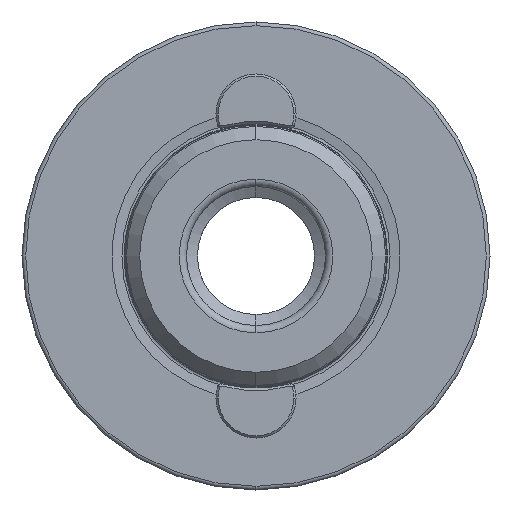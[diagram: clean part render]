
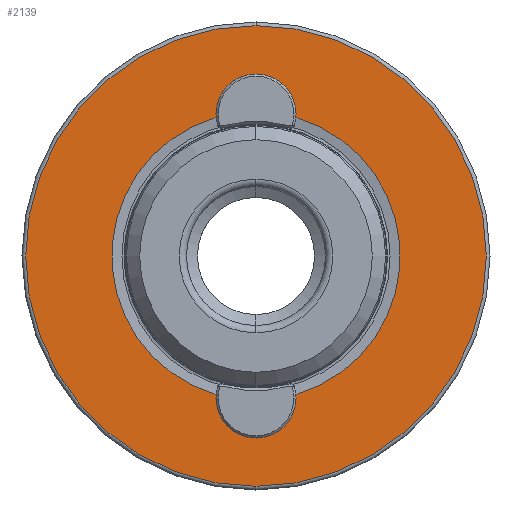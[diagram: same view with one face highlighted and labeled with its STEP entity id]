
A CAD part, left-side view. The second image highlights one B-rep face of the part: STEP entity #2139.
In plain terms, the highlighted planar face has unit normal (-1, 0, 0).
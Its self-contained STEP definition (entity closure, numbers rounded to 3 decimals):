
#25 = ORIENTED_EDGE ( 'NONE', *, *, #5017, .T. ) ;
#34 = VERTEX_POINT ( 'NONE', #3927 ) ;
#206 = AXIS2_PLACEMENT_3D ( 'NONE', #3324, #3300, #3028 ) ;
#372 = EDGE_CURVE ( 'NONE', #34, #2324, #2761, .T. ) ;
#379 = CARTESIAN_POINT ( 'NONE',  ( 0., -2.305, -19.58 ) ) ;
#662 = CARTESIAN_POINT ( 'NONE',  ( 0., 2.305, -19.58 ) ) ;
#848 = CARTESIAN_POINT ( 'NONE',  ( 0., 0., -31.5 ) ) ;
#980 = EDGE_LOOP ( 'NONE', ( #5939, #25 ) ) ;
#1020 = VERTEX_POINT ( 'NONE', #1225 ) ;
#1133 = CARTESIAN_POINT ( 'NONE',  ( 0., 0., 24.5 ) ) ;
#1225 = CARTESIAN_POINT ( 'NONE',  ( 0., 0., 31.5 ) ) ;
#1398 = EDGE_LOOP ( 'NONE', ( #6070, #6344, #4747, #4979, #5312, #5665 ) ) ;
#1450 = VERTEX_POINT ( 'NONE', #5768 ) ;
#1617 = VERTEX_POINT ( 'NONE', #3714 ) ;
#1941 = CARTESIAN_POINT ( 'NONE',  ( 0., 0., 0. ) ) ;
#1943 = CIRCLE ( 'NONE', #2806, 19.715 ) ;
#2109 = CIRCLE ( 'NONE', #4290, 31.5 ) ;
#2139 = ADVANCED_FACE ( 'NONE', ( #2498, #5324 ), #4504, .F. ) ;
#2324 = VERTEX_POINT ( 'NONE', #1133 ) ;
#2346 = DIRECTION ( 'NONE',  ( -1., 0., 0. ) ) ;
#2403 = CIRCLE ( 'NONE', #3605, 3. ) ;
#2476 = EDGE_CURVE ( 'NONE', #1020, #6141, #2109, .T. ) ;
#2498 = FACE_BOUND ( 'NONE', #1398, .T. ) ;
#2519 = DIRECTION ( 'NONE',  ( 0., 0., 1. ) ) ;
#2667 = AXIS2_PLACEMENT_3D ( 'NONE', #5328, #5303, #5282 ) ;
#2761 = CIRCLE ( 'NONE', #3866, 3. ) ;
#2806 = AXIS2_PLACEMENT_3D ( 'NONE', #1941, #2346, #2519 ) ;
#2953 = CIRCLE ( 'NONE', #2667, 3. ) ;
#2989 = VERTEX_POINT ( 'NONE', #379 ) ;
#3028 = DIRECTION ( 'NONE',  ( 0., 0., 1. ) ) ;
#3300 = DIRECTION ( 'NONE',  ( -1., 0., 0. ) ) ;
#3324 = CARTESIAN_POINT ( 'NONE',  ( 0., 0., 0. ) ) ;
#3338 = DIRECTION ( 'NONE',  ( 0., 0., 1. ) ) ;
#3462 = CARTESIAN_POINT ( 'NONE',  ( 0., 0., 21.5 ) ) ;
#3482 = DIRECTION ( 'NONE',  ( -1., 0., 0. ) ) ;
#3504 = DIRECTION ( 'NONE',  ( 0., 0., 1. ) ) ;
#3505 = EDGE_CURVE ( 'NONE', #2989, #34, #4039, .T. ) ;
#3575 = DIRECTION ( 'NONE',  ( -1., 0., 0. ) ) ;
#3591 = CARTESIAN_POINT ( 'NONE',  ( 0., 0., -21.5 ) ) ;
#3605 = AXIS2_PLACEMENT_3D ( 'NONE', #4576, #5695, #5032 ) ;
#3641 = CARTESIAN_POINT ( 'NONE',  ( 0., 0., 0. ) ) ;
#3701 = EDGE_CURVE ( 'NONE', #1617, #4870, #1943, .T. ) ;
#3714 = CARTESIAN_POINT ( 'NONE',  ( 0., 2.305, 19.58 ) ) ;
#3866 = AXIS2_PLACEMENT_3D ( 'NONE', #3462, #3482, #3504 ) ;
#3927 = CARTESIAN_POINT ( 'NONE',  ( 0., -2.305, 19.58 ) ) ;
#3967 = EDGE_CURVE ( 'NONE', #2324, #1617, #2953, .T. ) ;
#3991 = AXIS2_PLACEMENT_3D ( 'NONE', #3591, #3575, #3338 ) ;
#4039 = CIRCLE ( 'NONE', #206, 19.715 ) ;
#4047 = EDGE_CURVE ( 'NONE', #4870, #1450, #4831, .T. ) ;
#4290 = AXIS2_PLACEMENT_3D ( 'NONE', #5846, #5828, #5805 ) ;
#4309 = DIRECTION ( 'NONE',  ( 0., 0., -1. ) ) ;
#4336 = DIRECTION ( 'NONE',  ( 1., 0., 0. ) ) ;
#4370 = CARTESIAN_POINT ( 'NONE',  ( 0., 0., -19.715 ) ) ;
#4504 = PLANE ( 'NONE',  #6223 ) ;
#4576 = CARTESIAN_POINT ( 'NONE',  ( 0., 0., -21.5 ) ) ;
#4626 = AXIS2_PLACEMENT_3D ( 'NONE', #3641, #5136, #5539 ) ;
#4747 = ORIENTED_EDGE ( 'NONE', *, *, #372, .F. ) ;
#4831 = CIRCLE ( 'NONE', #3991, 3. ) ;
#4870 = VERTEX_POINT ( 'NONE', #662 ) ;
#4956 = EDGE_CURVE ( 'NONE', #1450, #2989, #2403, .T. ) ;
#4979 = ORIENTED_EDGE ( 'NONE', *, *, #3505, .F. ) ;
#5017 = EDGE_CURVE ( 'NONE', #6141, #1020, #5864, .T. ) ;
#5032 = DIRECTION ( 'NONE',  ( 0., 0., 1. ) ) ;
#5136 = DIRECTION ( 'NONE',  ( -1., 0., 0. ) ) ;
#5282 = DIRECTION ( 'NONE',  ( 0., 0., 1. ) ) ;
#5303 = DIRECTION ( 'NONE',  ( -1., 0., 0. ) ) ;
#5312 = ORIENTED_EDGE ( 'NONE', *, *, #4956, .F. ) ;
#5324 = FACE_OUTER_BOUND ( 'NONE', #980, .T. ) ;
#5328 = CARTESIAN_POINT ( 'NONE',  ( 0., 0., 21.5 ) ) ;
#5539 = DIRECTION ( 'NONE',  ( 0., 0., 1. ) ) ;
#5665 = ORIENTED_EDGE ( 'NONE', *, *, #4047, .F. ) ;
#5695 = DIRECTION ( 'NONE',  ( -1., 0., 0. ) ) ;
#5768 = CARTESIAN_POINT ( 'NONE',  ( 0., 0., -24.5 ) ) ;
#5805 = DIRECTION ( 'NONE',  ( 0., 0., 1. ) ) ;
#5828 = DIRECTION ( 'NONE',  ( -1., 0., 0. ) ) ;
#5846 = CARTESIAN_POINT ( 'NONE',  ( 0., 0., 0. ) ) ;
#5864 = CIRCLE ( 'NONE', #4626, 31.5 ) ;
#5939 = ORIENTED_EDGE ( 'NONE', *, *, #2476, .T. ) ;
#6070 = ORIENTED_EDGE ( 'NONE', *, *, #3701, .F. ) ;
#6141 = VERTEX_POINT ( 'NONE', #848 ) ;
#6223 = AXIS2_PLACEMENT_3D ( 'NONE', #4370, #4336, #4309 ) ;
#6344 = ORIENTED_EDGE ( 'NONE', *, *, #3967, .F. ) ;
